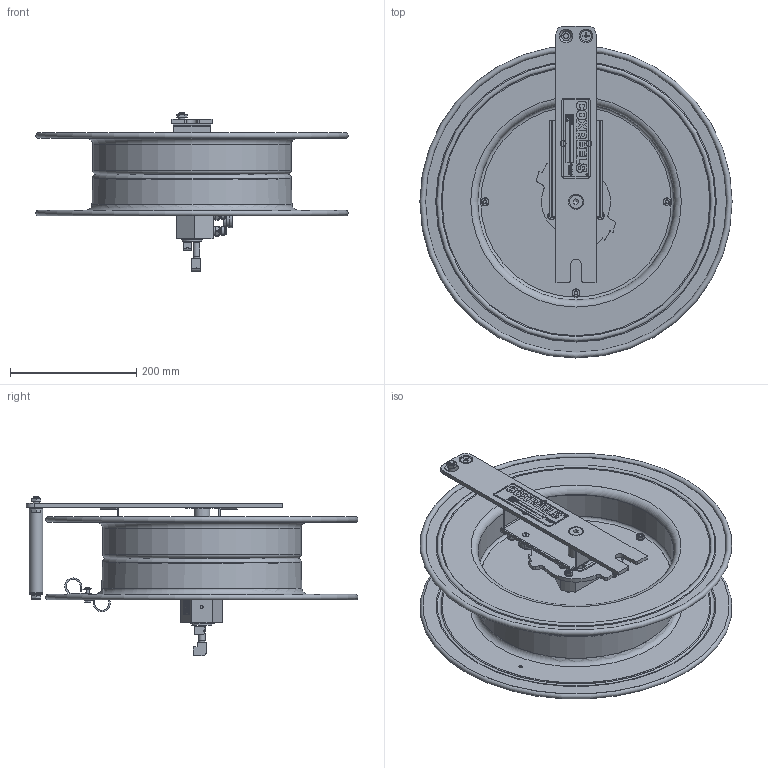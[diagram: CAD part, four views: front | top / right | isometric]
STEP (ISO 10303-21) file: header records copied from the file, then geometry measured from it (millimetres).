
FILE_DESCRIPTION(/* description */ (''),/* implementation_level */ '2;1');
FILE_NAME(/* name */ 'SR19WTL-175_SHARED.stp',/* time_stamp */ '2020-03-09T08:03:28-07:00',/* author */ ('NMelton'),/* organization */ (''),/* preprocessor_version */ 'ST-DEVELOPER v17',/* originating_system */ 'Autodesk Inventor 2019',/* authorisation */ '');
FILE_SCHEMA (('AUTOMOTIVE_DESIGN { 1 0 10303 214 3 1 1 }'));
Products named in the file (1): SR19WTL-175_SHARED
Bounding box: 495.3 x 526.41 x 252.43 mm (x, y, z)
Surface area: 1253089.9 mm2 (no closed solid volume)
Topology: 0 solids, 119 shells, 2570 faces, 10575 edges, 7702 vertices
Faces by surface type: plane 1376, bspline 518, cylinder 496, cone 124, torus 50, sphere 6
Full cylindrical faces by diameter (mm): 1.93 x2, 2.54 x1, 3.048 x1, 3.962 x2, 4.75 x1, 4.826 x2, 4.978 x2, 5.08 x2, 5.182 x1, 5.556 x1, 5.575 x1, 5.588 x2, 6.248 x2, 6.35 x4, 7.112 x2, 8.89 x3, 9.525 x4, 10.312 x2, 11.557 x4, 12.548 x1, 12.7 x1, 12.859 x1, 14.287 x2, 18.034 x1, 19.05 x1, 20.625 x2, 21.133 x1, 21.336 x1, 25.362 x1, 25.578 x1
Entity records: 117619 total; most frequent: CARTESIAN_POINT 35360, ORIENTED_EDGE 15759, DIRECTION 13869, EDGE_CURVE 10561, VERTEX_POINT 7702, LINE 6245, VECTOR 6245, AXIS2_PLACEMENT_3D 3812
